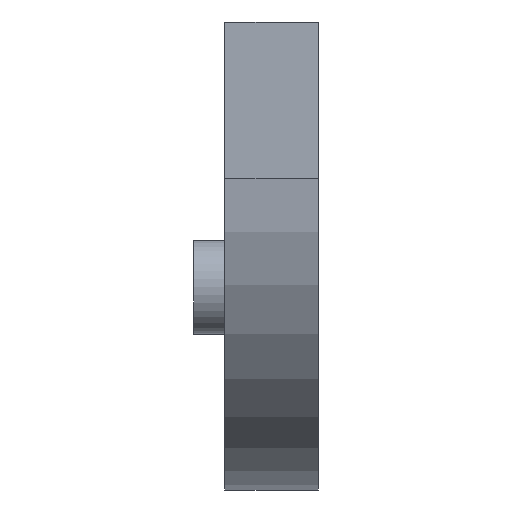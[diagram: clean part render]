
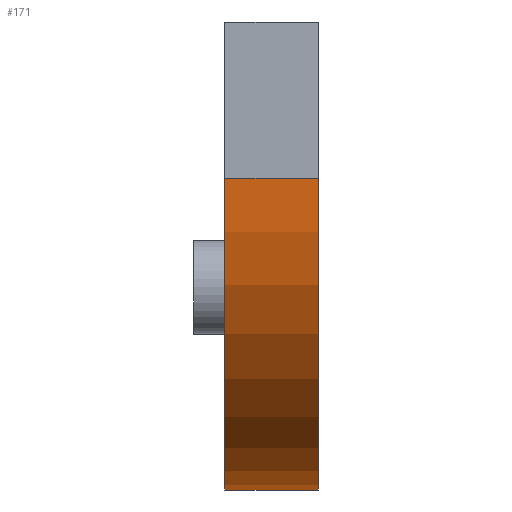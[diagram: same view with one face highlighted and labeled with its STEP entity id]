
A CAD part, left-side view. The second image highlights one B-rep face of the part: STEP entity #171.
In plain terms, the highlighted cylindrical face has radius 10 mm (diameter 20 mm), a partial arc.
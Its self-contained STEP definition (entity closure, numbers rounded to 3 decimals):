
#4 = CYLINDRICAL_SURFACE ( 'NONE', #952, 10. ) ;
#19 = EDGE_CURVE ( 'NONE', #1241, #1255, #55, .T. ) ;
#55 = LINE ( 'NONE', #1352, #638 ) ;
#96 = VECTOR ( 'NONE', #788, 1000. ) ;
#124 = DIRECTION ( 'NONE',  ( 0., 0., -1. ) ) ;
#133 = CARTESIAN_POINT ( 'NONE',  ( -53.366, 3., 17.675 ) ) ;
#159 = DIRECTION ( 'NONE',  ( 0., -1., 0. ) ) ;
#161 = CARTESIAN_POINT ( 'NONE',  ( -53.366, 0., 17.675 ) ) ;
#171 = ADVANCED_FACE ( 'NONE', ( #893 ), #4, .T. ) ;
#229 = CIRCLE ( 'NONE', #1243, 10. ) ;
#265 = EDGE_CURVE ( 'NONE', #1255, #811, #1353, .T. ) ;
#274 = DIRECTION ( 'NONE',  ( 0., 0., 1. ) ) ;
#277 = VERTEX_POINT ( 'NONE', #161 ) ;
#285 = CARTESIAN_POINT ( 'NONE',  ( -43.366, 0., 17.675 ) ) ;
#287 = DIRECTION ( 'NONE',  ( 0., 0., 1. ) ) ;
#347 = CARTESIAN_POINT ( 'NONE',  ( -43.366, 3., 7.675 ) ) ;
#524 = ORIENTED_EDGE ( 'NONE', *, *, #265, .F. ) ;
#634 = ORIENTED_EDGE ( 'NONE', *, *, #1266, .F. ) ;
#638 = VECTOR ( 'NONE', #1363, 1000. ) ;
#652 = CARTESIAN_POINT ( 'NONE',  ( -53.366, 3., 17.675 ) ) ;
#788 = DIRECTION ( 'NONE',  ( 0., -1., 0. ) ) ;
#811 = VERTEX_POINT ( 'NONE', #652 ) ;
#820 = CARTESIAN_POINT ( 'NONE',  ( -43.366, 3., 17.675 ) ) ;
#835 = ORIENTED_EDGE ( 'NONE', *, *, #1073, .F. ) ;
#893 = FACE_OUTER_BOUND ( 'NONE', #1052, .T. ) ;
#952 = AXIS2_PLACEMENT_3D ( 'NONE', #1090, #1075, #124 ) ;
#1052 = EDGE_LOOP ( 'NONE', ( #524, #1249, #835, #634 ) ) ;
#1073 = EDGE_CURVE ( 'NONE', #277, #1241, #229, .T. ) ;
#1075 = DIRECTION ( 'NONE',  ( 0., -1., 0. ) ) ;
#1090 = CARTESIAN_POINT ( 'NONE',  ( -43.366, 3., 17.675 ) ) ;
#1101 = CARTESIAN_POINT ( 'NONE',  ( -43.366, 0., 7.675 ) ) ;
#1122 = LINE ( 'NONE', #133, #96 ) ;
#1134 = DIRECTION ( 'NONE',  ( 0., 1., 0. ) ) ;
#1149 = AXIS2_PLACEMENT_3D ( 'NONE', #820, #1134, #287 ) ;
#1241 = VERTEX_POINT ( 'NONE', #1101 ) ;
#1243 = AXIS2_PLACEMENT_3D ( 'NONE', #285, #159, #274 ) ;
#1249 = ORIENTED_EDGE ( 'NONE', *, *, #19, .F. ) ;
#1255 = VERTEX_POINT ( 'NONE', #347 ) ;
#1266 = EDGE_CURVE ( 'NONE', #811, #277, #1122, .T. ) ;
#1352 = CARTESIAN_POINT ( 'NONE',  ( -43.366, 3., 7.675 ) ) ;
#1353 = CIRCLE ( 'NONE', #1149, 10. ) ;
#1363 = DIRECTION ( 'NONE',  ( 0., 1., 0. ) ) ;
